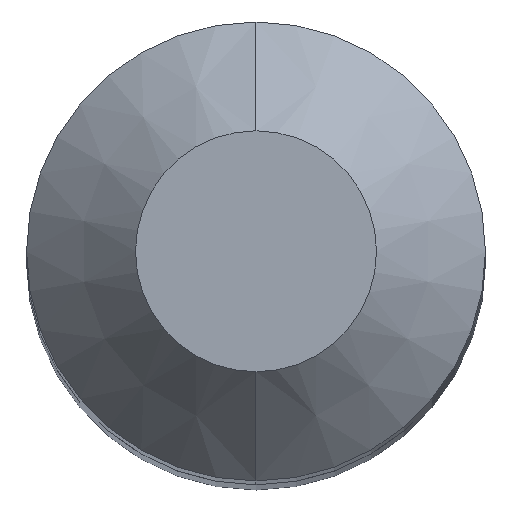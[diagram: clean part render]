
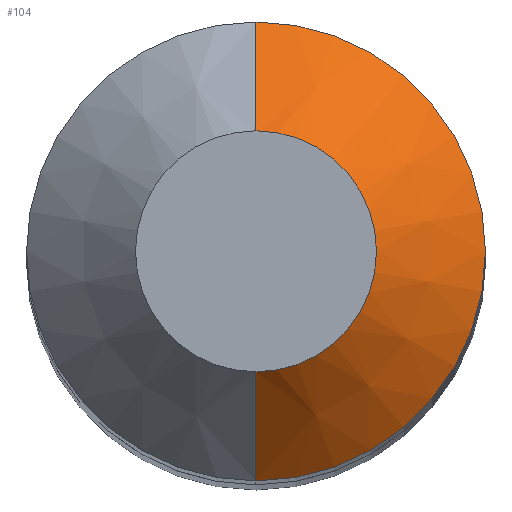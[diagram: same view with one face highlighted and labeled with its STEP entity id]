
A CAD part, top view. The second image highlights one B-rep face of the part: STEP entity #104.
In plain terms, the highlighted conical face has half-angle 45 degrees and reference radius 3.05 mm.
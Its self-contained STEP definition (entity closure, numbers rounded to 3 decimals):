
#104=ADVANCED_FACE('',(#195),#196,.T.);
#195=FACE_OUTER_BOUND('',#299,.T.);
#196=CONICAL_SURFACE('',#300,3.05,0.785);
#299=EDGE_LOOP('',(#410,#411,#412,#413));
#300=AXIS2_PLACEMENT_3D('',#414,#415,#416);
#410=ORIENTED_EDGE('',*,*,#520,.F.);
#411=ORIENTED_EDGE('',*,*,#521,.T.);
#412=ORIENTED_EDGE('',*,*,#522,.F.);
#413=ORIENTED_EDGE('',*,*,#517,.F.);
#414=CARTESIAN_POINT('',(0.,0.0,35.05));
#415=DIRECTION('',(0.,-0.0,-1.0));
#416=DIRECTION('',(0.0,1.0,0.0));
#517=EDGE_CURVE('',#589,#591,#592,.T.);
#520=EDGE_CURVE('',#595,#589,#596,.T.);
#521=EDGE_CURVE('',#595,#597,#598,.T.);
#522=EDGE_CURVE('',#591,#597,#599,.T.);
#589=VERTEX_POINT('',#663);
#591=VERTEX_POINT('',#666);
#592=CIRCLE('',#667,4.0);
#595=VERTEX_POINT('',#671);
#596=LINE('',#672,#673);
#597=VERTEX_POINT('',#674);
#598=CIRCLE('',#675,2.1);
#599=LINE('',#676,#677);
#663=CARTESIAN_POINT('',(0.,4.0,34.1));
#666=CARTESIAN_POINT('',(0.,-4.0,34.1));
#667=AXIS2_PLACEMENT_3D('',#727,#728,#729);
#671=CARTESIAN_POINT('',(0.,2.1,36.0));
#672=CARTESIAN_POINT('',(0.,3.05,35.05));
#673=VECTOR('',#731,1.0);
#674=CARTESIAN_POINT('',(0.,-2.1,36.0));
#675=AXIS2_PLACEMENT_3D('',#732,#733,#734);
#676=CARTESIAN_POINT('',(0.,-3.05,35.05));
#677=VECTOR('',#735,1.0);
#727=CARTESIAN_POINT('',(0.,0.0,34.1));
#728=DIRECTION('',(0.,0.0,-1.0));
#729=DIRECTION('',(0.0,1.0,0.0));
#731=DIRECTION('',(0.,0.707,-0.707));
#732=CARTESIAN_POINT('',(0.,0.0,36.0));
#733=DIRECTION('',(0.,0.0,-1.0));
#734=DIRECTION('',(0.0,1.0,0.0));
#735=DIRECTION('',(0.,0.707,0.707));
